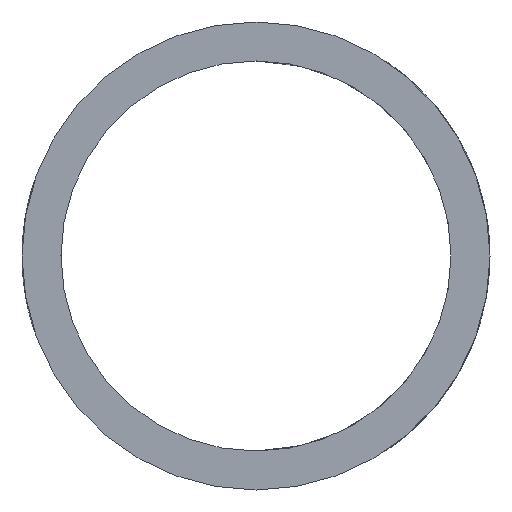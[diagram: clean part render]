
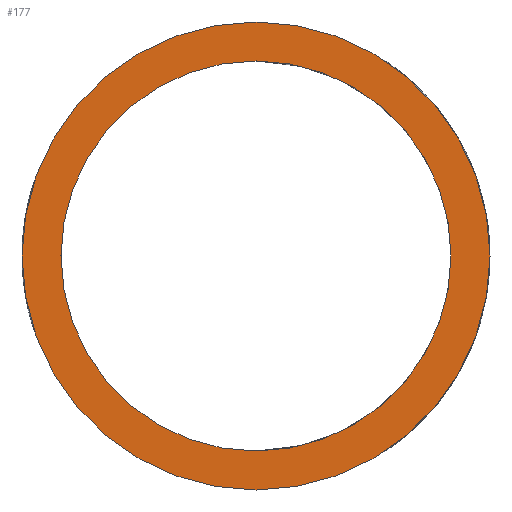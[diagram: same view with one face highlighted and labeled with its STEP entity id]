
A CAD part, front view. The second image highlights one B-rep face of the part: STEP entity #177.
In plain terms, the highlighted planar face has unit normal (0, -1, 0).
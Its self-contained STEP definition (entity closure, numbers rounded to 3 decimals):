
#16=PLANE('',#207);
#20=FACE_BOUND('',#51,.T.);
#25=CIRCLE('',#204,5.);
#27=CIRCLE('',#208,6.);
#39=FACE_OUTER_BOUND('',#50,.T.);
#50=EDGE_LOOP('',(#153));
#51=EDGE_LOOP('',(#154));
#91=VERTEX_POINT('',#466);
#93=VERTEX_POINT('',#473);
#113=EDGE_CURVE('',#91,#91,#25,.T.);
#115=EDGE_CURVE('',#93,#93,#27,.T.);
#153=ORIENTED_EDGE('',*,*,#115,.F.);
#154=ORIENTED_EDGE('',*,*,#113,.F.);
#177=ADVANCED_FACE('',(#39,#20),#16,.T.);
#204=AXIS2_PLACEMENT_3D('',#468,#240,#241);
#207=AXIS2_PLACEMENT_3D('',#472,#246,#247);
#208=AXIS2_PLACEMENT_3D('',#474,#248,#249);
#240=DIRECTION('center_axis',(0.,-1.,0.));
#241=DIRECTION('ref_axis',(-1.,0.,0.));
#246=DIRECTION('center_axis',(0.,-1.,0.));
#247=DIRECTION('ref_axis',(0.,0.,-1.));
#248=DIRECTION('center_axis',(0.,1.,0.));
#249=DIRECTION('ref_axis',(-1.,0.,0.));
#466=CARTESIAN_POINT('',(52.,-245.,-12.));
#468=CARTESIAN_POINT('Origin',(47.,-245.,-12.));
#472=CARTESIAN_POINT('Origin',(47.,-245.,-12.));
#473=CARTESIAN_POINT('',(53.,-245.,-12.));
#474=CARTESIAN_POINT('Origin',(47.,-245.,-12.));
